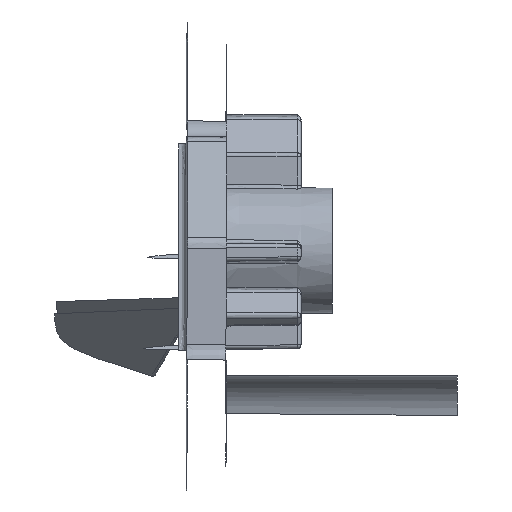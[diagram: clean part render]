
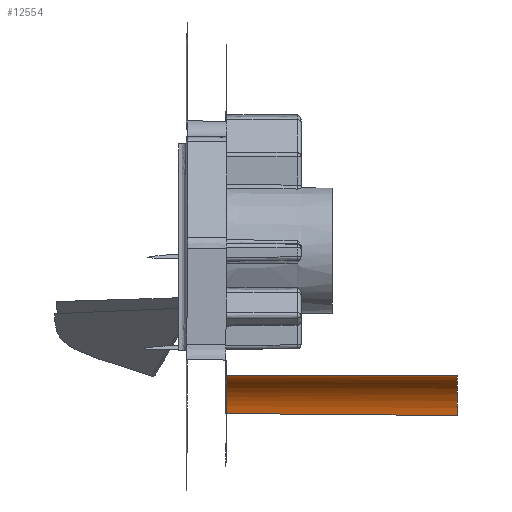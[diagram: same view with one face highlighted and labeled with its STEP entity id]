
A CAD part, left-side view. The second image highlights one B-rep face of the part: STEP entity #12554.
In plain terms, the highlighted cylindrical face has radius 3 mm (diameter 6 mm), a partial arc.
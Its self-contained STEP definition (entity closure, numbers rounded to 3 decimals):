
#12554 = ADVANCED_FACE('',(#12555),#12573,.T.);
#12555 = FACE_BOUND('',#12556,.T.);
#12556 = EDGE_LOOP('',(#12557,#12583,#12608,#12627));
#12557 = ORIENTED_EDGE('',*,*,#12558,.T.);
#12558 = EDGE_CURVE('',#12559,#12561,#12563,.T.);
#12559 = VERTEX_POINT('',#12560);
#12560 = CARTESIAN_POINT('',(1799.442,-781.537,
    1497.519));
#12561 = VERTEX_POINT('',#12562);
#12562 = CARTESIAN_POINT('',(1799.422,-766.715,
    1497.649));
#12563 = SURFACE_CURVE('',#12564,(#12572),.PCURVE_S1.);
#12564 = B_SPLINE_CURVE_WITH_KNOTS('',3,(#12565,#12566,#12567,#12568,
    #12569,#12570,#12571),.UNSPECIFIED.,.F.,.F.,(4,3,4),(0.,
    0.405,1.),.UNSPECIFIED.);
#12565 = CARTESIAN_POINT('',(1799.442,-781.537,
    1497.519));
#12566 = CARTESIAN_POINT('',(1799.44,-779.537,
    1497.537));
#12567 = CARTESIAN_POINT('',(1799.437,-777.538,
    1497.554));
#12568 = CARTESIAN_POINT('',(1799.435,-775.538,
    1497.572));
#12569 = CARTESIAN_POINT('',(1799.431,-772.597,
    1497.597));
#12570 = CARTESIAN_POINT('',(1799.427,-769.656,
    1497.623));
#12571 = CARTESIAN_POINT('',(1799.422,-766.715,
    1497.649));
#12572 = PCURVE('',#12573,#12578);
#12573 = CYLINDRICAL_SURFACE('',#12574,3.);
#12574 = AXIS2_PLACEMENT_3D('',#12575,#12576,#12577);
#12575 = CARTESIAN_POINT('',(1796.469,-781.537,
    1497.122));
#12576 = DIRECTION('',(0.,1.,0.));
#12577 = DIRECTION('',(0.339,0.,-0.941));
#12578 = DEFINITIONAL_REPRESENTATION('',(#12579),#12582);
#12579 = B_SPLINE_CURVE_WITH_KNOTS('',1,(#12580,#12581),.UNSPECIFIED.,
  .F.,.F.,(2,2),(0.,1.),.PIECEWISE_BEZIER_KNOTS.);
#12580 = CARTESIAN_POINT('',(4.925,0.));
#12581 = CARTESIAN_POINT('',(4.882,14.822));
#12582 = ( GEOMETRIC_REPRESENTATION_CONTEXT(2) 
PARAMETRIC_REPRESENTATION_CONTEXT() REPRESENTATION_CONTEXT('2D SPACE',''
  ) );
#12583 = ORIENTED_EDGE('',*,*,#12584,.T.);
#12584 = EDGE_CURVE('',#12561,#12585,#12587,.T.);
#12585 = VERTEX_POINT('',#12586);
#12586 = CARTESIAN_POINT('',(1796.995,-766.754,
    1500.076));
#12587 = SURFACE_CURVE('',#12588,(#12602),.PCURVE_S1.);
#12588 = B_SPLINE_CURVE_WITH_KNOTS('',3,(#12589,#12590,#12591,#12592,
    #12593,#12594,#12595,#12596,#12597,#12598,#12599,#12600,#12601),
  .UNSPECIFIED.,.F.,.F.,(4,3,3,3,4),(0.,0.262,0.539,
    0.816,1.),.UNSPECIFIED.);
#12589 = CARTESIAN_POINT('',(1799.422,-766.715,
    1497.649));
#12590 = CARTESIAN_POINT('',(1799.366,-766.718,
    1497.961));
#12591 = CARTESIAN_POINT('',(1799.259,-766.721,
    1498.268));
#12592 = CARTESIAN_POINT('',(1799.108,-766.725,
    1498.548));
#12593 = CARTESIAN_POINT('',(1798.949,-766.729,
    1498.843));
#12594 = CARTESIAN_POINT('',(1798.736,-766.732,
    1499.115));
#12595 = CARTESIAN_POINT('',(1798.488,-766.736,
    1499.341));
#12596 = CARTESIAN_POINT('',(1798.239,-766.74,
    1499.567));
#12597 = CARTESIAN_POINT('',(1797.949,-766.744,
    1499.753));
#12598 = CARTESIAN_POINT('',(1797.64,-766.748,
    1499.884));
#12599 = CARTESIAN_POINT('',(1797.433,-766.75,
    1499.972));
#12600 = CARTESIAN_POINT('',(1797.216,-766.752,
    1500.036));
#12601 = CARTESIAN_POINT('',(1796.995,-766.754,
    1500.076));
#12602 = PCURVE('',#12573,#12603);
#12603 = DEFINITIONAL_REPRESENTATION('',(#12604),#12607);
#12604 = B_SPLINE_CURVE_WITH_KNOTS('',1,(#12605,#12606),.UNSPECIFIED.,
  .F.,.F.,(2,2),(0.,1.),.PIECEWISE_BEZIER_KNOTS.);
#12605 = CARTESIAN_POINT('',(4.882,14.822));
#12606 = CARTESIAN_POINT('',(3.664,14.783));
#12607 = ( GEOMETRIC_REPRESENTATION_CONTEXT(2) 
PARAMETRIC_REPRESENTATION_CONTEXT() REPRESENTATION_CONTEXT('2D SPACE',''
  ) );
#12608 = ORIENTED_EDGE('',*,*,#12609,.F.);
#12609 = EDGE_CURVE('',#12610,#12585,#12612,.T.);
#12610 = VERTEX_POINT('',#12611);
#12611 = CARTESIAN_POINT('',(1796.866,-781.537,
    1500.096));
#12612 = SURFACE_CURVE('',#12613,(#12621),.PCURVE_S1.);
#12613 = B_SPLINE_CURVE_WITH_KNOTS('',3,(#12614,#12615,#12616,#12617,
    #12618,#12619,#12620),.UNSPECIFIED.,.F.,.F.,(4,3,4),(0.,
    0.406,1.),.UNSPECIFIED.);
#12614 = CARTESIAN_POINT('',(1796.866,-781.537,
    1500.096));
#12615 = CARTESIAN_POINT('',(1796.883,-779.537,
    1500.094));
#12616 = CARTESIAN_POINT('',(1796.901,-777.538,
    1500.091));
#12617 = CARTESIAN_POINT('',(1796.918,-775.538,
    1500.088));
#12618 = CARTESIAN_POINT('',(1796.944,-772.61,
    1500.085));
#12619 = CARTESIAN_POINT('',(1796.969,-769.682,
    1500.08));
#12620 = CARTESIAN_POINT('',(1796.995,-766.754,
    1500.076));
#12621 = PCURVE('',#12573,#12622);
#12622 = DEFINITIONAL_REPRESENTATION('',(#12623),#12626);
#12623 = B_SPLINE_CURVE_WITH_KNOTS('',1,(#12624,#12625),.UNSPECIFIED.,
  .F.,.F.,(2,2),(0.,1.),.PIECEWISE_BEZIER_KNOTS.);
#12624 = CARTESIAN_POINT('',(3.62,0.));
#12625 = CARTESIAN_POINT('',(3.664,14.783));
#12626 = ( GEOMETRIC_REPRESENTATION_CONTEXT(2) 
PARAMETRIC_REPRESENTATION_CONTEXT() REPRESENTATION_CONTEXT('2D SPACE',''
  ) );
#12627 = ORIENTED_EDGE('',*,*,#12628,.F.);
#12628 = EDGE_CURVE('',#12559,#12610,#12629,.T.);
#12629 = SURFACE_CURVE('',#12630,(#12635),.PCURVE_S1.);
#12630 = CIRCLE('',#12631,3.);
#12631 = AXIS2_PLACEMENT_3D('',#12632,#12633,#12634);
#12632 = CARTESIAN_POINT('',(1796.469,-781.537,
    1497.122));
#12633 = DIRECTION('',(0.,-1.,0.));
#12634 = DIRECTION('',(0.837,0.,-0.547));
#12635 = PCURVE('',#12573,#12636);
#12636 = DEFINITIONAL_REPRESENTATION('',(#12637),#12641);
#12637 = LINE('',#12638,#12639);
#12638 = CARTESIAN_POINT('',(5.637,0.));
#12639 = VECTOR('',#12640,1.);
#12640 = DIRECTION('',(-1.,0.));
#12641 = ( GEOMETRIC_REPRESENTATION_CONTEXT(2) 
PARAMETRIC_REPRESENTATION_CONTEXT() REPRESENTATION_CONTEXT('2D SPACE',''
  ) );
